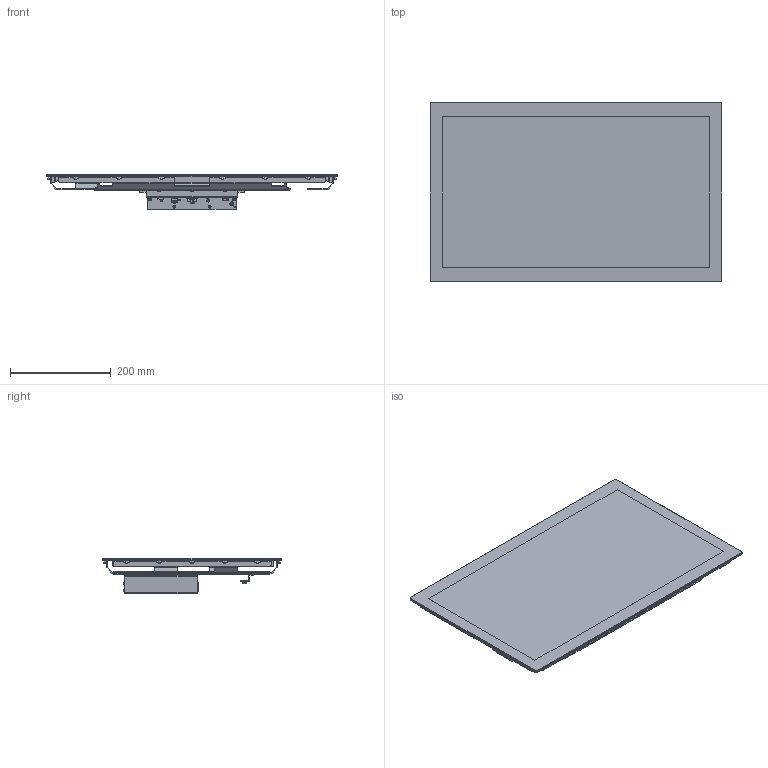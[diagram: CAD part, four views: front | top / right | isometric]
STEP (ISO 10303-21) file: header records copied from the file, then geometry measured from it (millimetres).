
FILE_DESCRIPTION(/* description */ (''),/* implementation_level */ '2;1');
FILE_NAME(/* name */ '6AV7285-6RC00-0AA0_3d.stp',/* time_stamp */ '2020-11-11T08:28:45+01:00',/* author */ (''),/* organization */ (''),/* preprocessor_version */ 'ST-DEVELOPER v16.7',/* originating_system */ 'SIEMENS PLM Software NX 12.0',/* authorisation */ '');
FILE_SCHEMA (('AUTOMOTIVE_DESIGN { 1 0 10303 214 3 1 1 1 }'));
Products named in the file (4): A5E50564997A-001-strain relief; A5E50547060A-001-labeling; A5E50547055A-001-box; A5E50547052A-001-CAx_6AV72856RC000AA0
Assembly tree (3 placements, depth 2):
  A5E50547052A-001-CAx_6AV72856RC000AA0
    A5E50547055A-001-box
    A5E50547060A-001-labeling
    A5E50564997A-001-strain relief
Bounding box: 578 x 356 x 69.75 mm (x, y, z)
Volume: 3780767.7 mm3; surface area: 907398.4 mm2
Topology: 103 solids, 103 shells, 2435 faces, 6261 edges, 4075 vertices
Faces by surface type: plane 1594, extrusion 392, cylinder 364, torus 53, cone 16, sphere 16
Full cylindrical faces by diameter (mm): 0.38 x2, 2.459 x22, 2.5 x2, 3.7 x7, 4.19 x22, 4.25 x3, 5.5 x13, 5.6 x1, 6.5 x1, 8 x1
Entity records: 99639 total; most frequent: CARTESIAN_POINT 26056, ORIENTED_EDGE 12222, DIRECTION 9590, EDGE_CURVE 6111, VERTEX_POINT 4036, VECTOR 3874, LINE 3482, AXIS2_PLACEMENT_3D 2858
